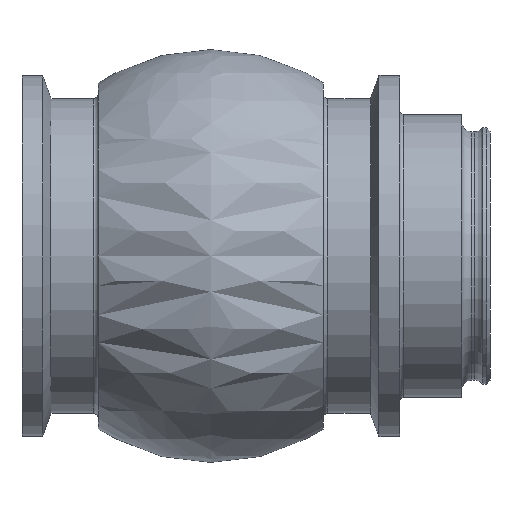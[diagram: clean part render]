
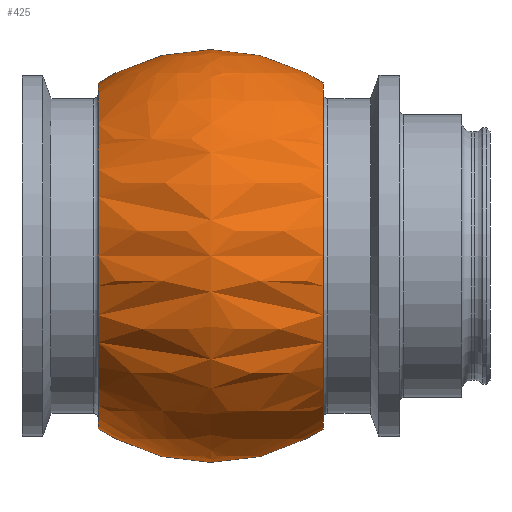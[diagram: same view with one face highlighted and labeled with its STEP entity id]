
A CAD part, left-side view. The second image highlights one B-rep face of the part: STEP entity #425.
In plain terms, the highlighted spherical face has radius 36.5 mm.
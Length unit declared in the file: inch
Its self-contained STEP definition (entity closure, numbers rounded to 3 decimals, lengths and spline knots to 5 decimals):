
#23=FACE_BOUND('',#66,.T.);
#24=FACE_BOUND('',#67,.T.);
#25=FACE_BOUND('',#68,.T.);
#30=SPHERICAL_SURFACE('',#473,1.437);
#41=FACE_OUTER_BOUND('',#65,.T.);
#65=EDGE_LOOP('',(#291,#292));
#66=EDGE_LOOP('',(#293));
#67=EDGE_LOOP('',(#294));
#68=EDGE_LOOP('',(#295));
#116=CIRCLE('',#468,0.5);
#119=CIRCLE('',#474,1.437);
#120=CIRCLE('',#475,1.20364);
#121=CIRCLE('',#476,1.20494);
#170=VERTEX_POINT('',#717);
#173=VERTEX_POINT('',#727);
#174=VERTEX_POINT('',#728);
#175=VERTEX_POINT('',#730);
#176=VERTEX_POINT('',#732);
#221=EDGE_CURVE('',#170,#170,#116,.T.);
#224=EDGE_CURVE('',#173,#174,#119,.T.);
#225=EDGE_CURVE('',#175,#175,#120,.T.);
#226=EDGE_CURVE('',#176,#176,#121,.T.);
#291=ORIENTED_EDGE('',*,*,#224,.T.);
#292=ORIENTED_EDGE('',*,*,#224,.F.);
#293=ORIENTED_EDGE('',*,*,#221,.T.);
#294=ORIENTED_EDGE('',*,*,#225,.F.);
#295=ORIENTED_EDGE('',*,*,#226,.T.);
#425=ADVANCED_FACE('',(#41,#23,#24,#25),#30,.T.);
#468=AXIS2_PLACEMENT_3D('',#719,#551,#552);
#473=AXIS2_PLACEMENT_3D('',#726,#561,#562);
#474=AXIS2_PLACEMENT_3D('',#729,#563,#564);
#475=AXIS2_PLACEMENT_3D('',#731,#565,#566);
#476=AXIS2_PLACEMENT_3D('',#733,#567,#568);
#551=DIRECTION('center_axis',(-1.,0.,0.));
#552=DIRECTION('ref_axis',(0.,-0.772,0.635));
#561=DIRECTION('center_axis',(0.,0.,1.));
#562=DIRECTION('ref_axis',(1.,0.,0.));
#563=DIRECTION('center_axis',(0.,-1.,0.));
#564=DIRECTION('ref_axis',(-1.,0.,0.));
#565=DIRECTION('center_axis',(0.,1.,0.));
#566=DIRECTION('ref_axis',(1.,0.,0.));
#567=DIRECTION('center_axis',(0.,1.,0.));
#568=DIRECTION('ref_axis',(1.,0.,0.));
#717=CARTESIAN_POINT('',(1.34721,0.38618,-0.31759));
#719=CARTESIAN_POINT('Origin',(1.34721,0.,0.));
#726=CARTESIAN_POINT('Origin',(0.,0.,0.));
#727=CARTESIAN_POINT('',(0.,0.,1.437));
#728=CARTESIAN_POINT('',(0.,0.,-1.437));
#729=CARTESIAN_POINT('Origin',(0.,0.,0.));
#730=CARTESIAN_POINT('',(1.20364,0.785,0.));
#731=CARTESIAN_POINT('Origin',(0.,0.785,0.));
#732=CARTESIAN_POINT('',(1.20494,-0.783,0.));
#733=CARTESIAN_POINT('Origin',(0.,-0.783,0.));
